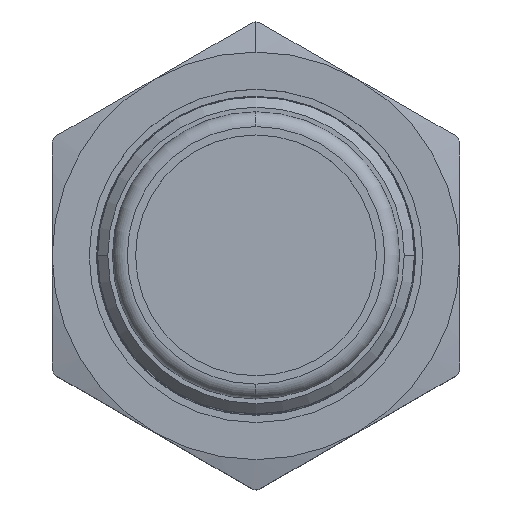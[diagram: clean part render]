
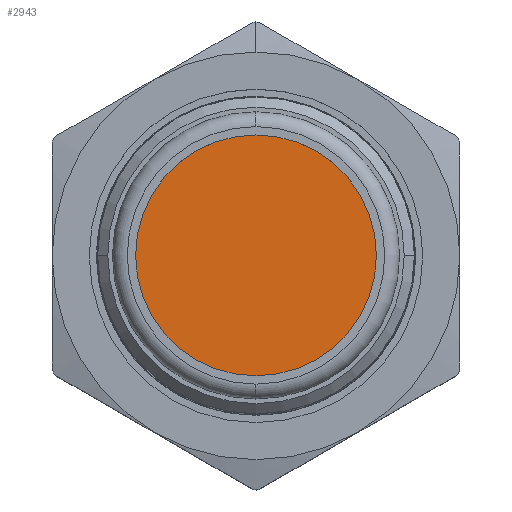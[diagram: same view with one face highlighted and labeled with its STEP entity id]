
A CAD part, top view. The second image highlights one B-rep face of the part: STEP entity #2943.
In plain terms, the highlighted planar face has unit normal (0, 0, 1).
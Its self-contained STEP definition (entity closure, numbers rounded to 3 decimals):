
#492 = CARTESIAN_POINT ( 'NONE',  ( 0., 6.5, 23.5 ) ) ;
#515 = CARTESIAN_POINT ( 'NONE',  ( 0., -6.5, 23.5 ) ) ;
#603 = AXIS2_PLACEMENT_3D ( 'NONE', #3540, #3539, #3538 ) ;
#655 = AXIS2_PLACEMENT_3D ( 'NONE', #1305, #1304, #1303 ) ;
#728 = EDGE_CURVE ( 'NONE', #2656, #2758, #4297, .T. ) ;
#1020 = AXIS2_PLACEMENT_3D ( 'NONE', #2330, #2329, #2328 ) ;
#1303 = DIRECTION ( 'NONE',  ( 1., 0., 0. ) ) ;
#1304 = DIRECTION ( 'NONE',  ( 0., 0., 1. ) ) ;
#1305 = CARTESIAN_POINT ( 'NONE',  ( 0., 0., 23.5 ) ) ;
#1987 = CIRCLE ( 'NONE', #655, 6.5 ) ;
#2069 = FACE_OUTER_BOUND ( 'NONE', #3242, .T. ) ;
#2328 = DIRECTION ( 'NONE',  ( 1., 0., 0. ) ) ;
#2329 = DIRECTION ( 'NONE',  ( 0., 0., 1. ) ) ;
#2330 = CARTESIAN_POINT ( 'NONE',  ( 0., 0., 23.5 ) ) ;
#2656 = VERTEX_POINT ( 'NONE', #515 ) ;
#2758 = VERTEX_POINT ( 'NONE', #492 ) ;
#2943 = ADVANCED_FACE ( 'NONE', ( #2069 ), #3541, .T. ) ;
#3121 = EDGE_CURVE ( 'NONE', #2758, #2656, #1987, .T. ) ;
#3242 = EDGE_LOOP ( 'NONE', ( #3424, #3318 ) ) ;
#3318 = ORIENTED_EDGE ( 'NONE', *, *, #3121, .T. ) ;
#3424 = ORIENTED_EDGE ( 'NONE', *, *, #728, .T. ) ;
#3538 = DIRECTION ( 'NONE',  ( 0., 1., 0. ) ) ;
#3539 = DIRECTION ( 'NONE',  ( 0., 0., 1. ) ) ;
#3540 = CARTESIAN_POINT ( 'NONE',  ( 6.831, -6.831, 23.5 ) ) ;
#3541 = PLANE ( 'NONE',  #603 ) ;
#4297 = CIRCLE ( 'NONE', #1020, 6.5 ) ;
